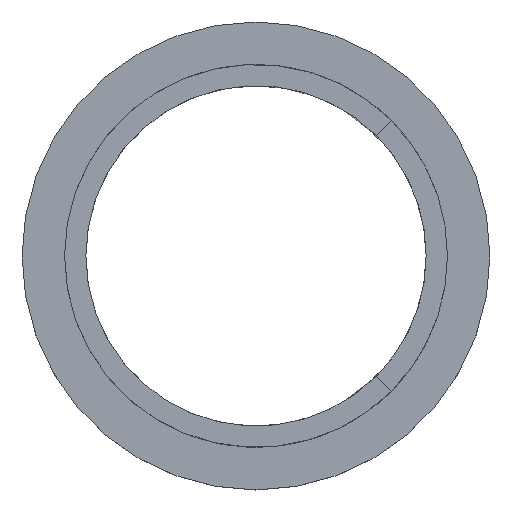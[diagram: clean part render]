
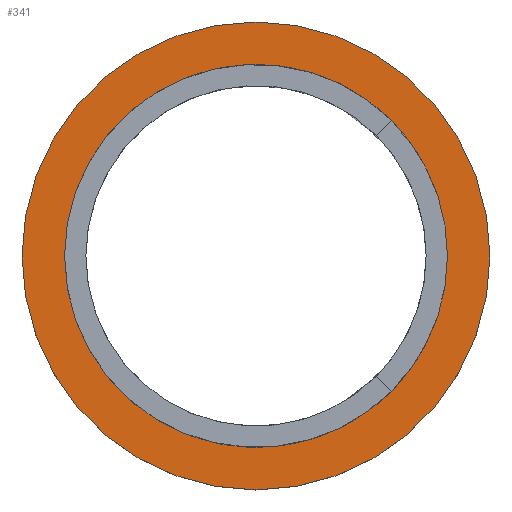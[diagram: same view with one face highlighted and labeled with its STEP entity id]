
A CAD part, top view. The second image highlights one B-rep face of the part: STEP entity #341.
In plain terms, the highlighted planar face has unit normal (0, 0, 1).
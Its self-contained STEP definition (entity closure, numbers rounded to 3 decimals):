
#16 = DIRECTION ( 'NONE',  ( 1., 0., 0. ) ) ;
#19 = DIRECTION ( 'NONE',  ( 0., 0., 1. ) ) ;
#22 = CARTESIAN_POINT ( 'NONE',  ( 0., 0., 2. ) ) ;
#36 = CARTESIAN_POINT ( 'NONE',  ( -9., 0., 2. ) ) ;
#51 = CIRCLE ( 'NONE', #110, 9. ) ;
#76 = EDGE_CURVE ( 'NONE', #249, #462, #359, .T. ) ;
#80 = CIRCLE ( 'NONE', #139, 9. ) ;
#81 = AXIS2_PLACEMENT_3D ( 'NONE', #256, #364, #454 ) ;
#105 = EDGE_CURVE ( 'NONE', #194, #433, #80, .T. ) ;
#110 = AXIS2_PLACEMENT_3D ( 'NONE', #22, #289, #211 ) ;
#118 = ORIENTED_EDGE ( 'NONE', *, *, #150, .T. ) ;
#119 = FACE_BOUND ( 'NONE', #125, .T. ) ;
#121 = AXIS2_PLACEMENT_3D ( 'NONE', #136, #19, #16 ) ;
#125 = EDGE_LOOP ( 'NONE', ( #382, #328 ) ) ;
#136 = CARTESIAN_POINT ( 'NONE',  ( 0., 0., 2. ) ) ;
#139 = AXIS2_PLACEMENT_3D ( 'NONE', #166, #314, #461 ) ;
#148 = FACE_OUTER_BOUND ( 'NONE', #175, .T. ) ;
#150 = EDGE_CURVE ( 'NONE', #462, #249, #219, .T. ) ;
#166 = CARTESIAN_POINT ( 'NONE',  ( 0., 0., 2. ) ) ;
#175 = EDGE_LOOP ( 'NONE', ( #118, #203 ) ) ;
#194 = VERTEX_POINT ( 'NONE', #485 ) ;
#195 = AXIS2_PLACEMENT_3D ( 'NONE', #306, #471, #308 ) ;
#203 = ORIENTED_EDGE ( 'NONE', *, *, #76, .T. ) ;
#204 = EDGE_CURVE ( 'NONE', #433, #194, #51, .T. ) ;
#211 = DIRECTION ( 'NONE',  ( 1., 0., 0. ) ) ;
#216 = PLANE ( 'NONE',  #81 ) ;
#219 = CIRCLE ( 'NONE', #195, 11. ) ;
#249 = VERTEX_POINT ( 'NONE', #286 ) ;
#256 = CARTESIAN_POINT ( 'NONE',  ( 0., 0., 2. ) ) ;
#286 = CARTESIAN_POINT ( 'NONE',  ( 11., 0., 2. ) ) ;
#289 = DIRECTION ( 'NONE',  ( 0., 0., 1. ) ) ;
#306 = CARTESIAN_POINT ( 'NONE',  ( 0., 0., 2. ) ) ;
#308 = DIRECTION ( 'NONE',  ( 1., 0., 0. ) ) ;
#314 = DIRECTION ( 'NONE',  ( 0., 0., 1. ) ) ;
#328 = ORIENTED_EDGE ( 'NONE', *, *, #105, .F. ) ;
#341 = ADVANCED_FACE ( 'NONE', ( #119, #148 ), #216, .T. ) ;
#359 = CIRCLE ( 'NONE', #121, 11. ) ;
#364 = DIRECTION ( 'NONE',  ( 0., 0., 1. ) ) ;
#382 = ORIENTED_EDGE ( 'NONE', *, *, #204, .F. ) ;
#433 = VERTEX_POINT ( 'NONE', #36 ) ;
#454 = DIRECTION ( 'NONE',  ( 1., 0., 0. ) ) ;
#457 = CARTESIAN_POINT ( 'NONE',  ( -11., 0., 2. ) ) ;
#461 = DIRECTION ( 'NONE',  ( 1., 0., 0. ) ) ;
#462 = VERTEX_POINT ( 'NONE', #457 ) ;
#471 = DIRECTION ( 'NONE',  ( 0., 0., 1. ) ) ;
#485 = CARTESIAN_POINT ( 'NONE',  ( 9., 0., 2. ) ) ;
